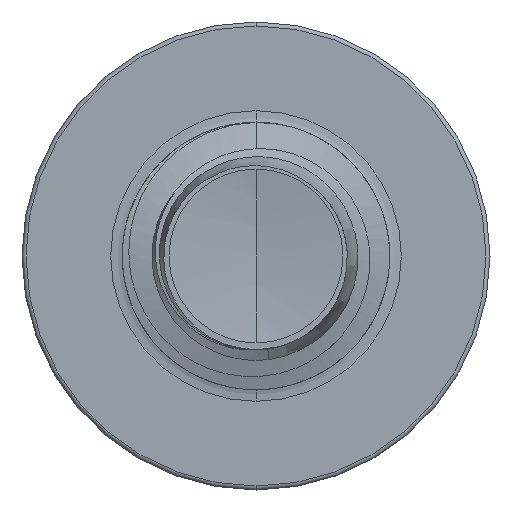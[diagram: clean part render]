
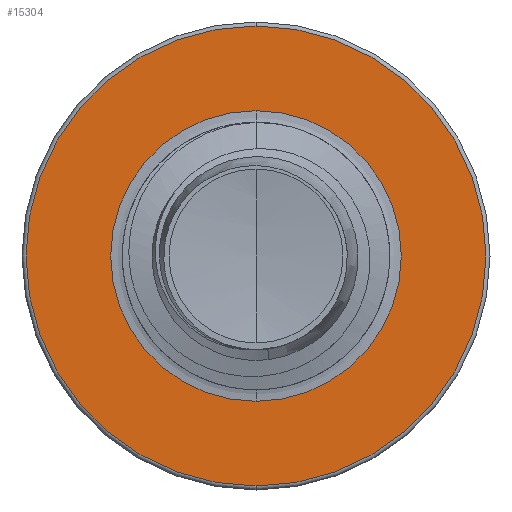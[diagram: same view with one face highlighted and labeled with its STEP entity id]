
A CAD part, front view. The second image highlights one B-rep face of the part: STEP entity #15304.
In plain terms, the highlighted planar face has unit normal (0, -1, 0).
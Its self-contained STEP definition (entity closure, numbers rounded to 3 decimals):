
#54 = CARTESIAN_POINT ( 'NONE',  ( 0., 6., 2.174 ) ) ;
#276 = ORIENTED_EDGE ( 'NONE', *, *, #13164, .F. ) ;
#731 = ORIENTED_EDGE ( 'NONE', *, *, #12592, .F. ) ;
#1049 = DIRECTION ( 'NONE',  ( 0., 0., 1. ) ) ;
#1052 = DIRECTION ( 'NONE',  ( 0., 1., 0. ) ) ;
#1069 = CARTESIAN_POINT ( 'NONE',  ( 0., 6., 0. ) ) ;
#1732 = VERTEX_POINT ( 'NONE', #12877 ) ;
#2422 = CARTESIAN_POINT ( 'NONE',  ( 0., 6., 0. ) ) ;
#2501 = CARTESIAN_POINT ( 'NONE',  ( 0., 6., 3.44 ) ) ;
#2552 = CIRCLE ( 'NONE', #4333, 3.44 ) ;
#2640 = ORIENTED_EDGE ( 'NONE', *, *, #15270, .T. ) ;
#3379 = DIRECTION ( 'NONE',  ( 0., 1., 0. ) ) ;
#3410 = FACE_OUTER_BOUND ( 'NONE', #4699, .T. ) ;
#3849 = DIRECTION ( 'NONE',  ( 0., 0., 1. ) ) ;
#4277 = FACE_BOUND ( 'NONE', #11765, .T. ) ;
#4333 = AXIS2_PLACEMENT_3D ( 'NONE', #2422, #11508, #3849 ) ;
#4699 = EDGE_LOOP ( 'NONE', ( #276, #731 ) ) ;
#6044 = CARTESIAN_POINT ( 'NONE',  ( 0., 6., 0. ) ) ;
#6257 = VERTEX_POINT ( 'NONE', #11800 ) ;
#6494 = ORIENTED_EDGE ( 'NONE', *, *, #10499, .T. ) ;
#7198 = DIRECTION ( 'NONE',  ( 0., 1., 0. ) ) ;
#7215 = AXIS2_PLACEMENT_3D ( 'NONE', #6044, #13874, #7337 ) ;
#7337 = DIRECTION ( 'NONE',  ( 0., 0., 1. ) ) ;
#7783 = CIRCLE ( 'NONE', #9048, 3.44 ) ;
#7996 = CIRCLE ( 'NONE', #13780, 2.174 ) ;
#8842 = VERTEX_POINT ( 'NONE', #2501 ) ;
#9048 = AXIS2_PLACEMENT_3D ( 'NONE', #13803, #7198, #14813 ) ;
#9759 = AXIS2_PLACEMENT_3D ( 'NONE', #14946, #3379, #12279 ) ;
#10357 = CIRCLE ( 'NONE', #7215, 2.174 ) ;
#10499 = EDGE_CURVE ( 'NONE', #1732, #10786, #7996, .T. ) ;
#10786 = VERTEX_POINT ( 'NONE', #54 ) ;
#11163 = PLANE ( 'NONE',  #9759 ) ;
#11508 = DIRECTION ( 'NONE',  ( 0., 1., 0. ) ) ;
#11765 = EDGE_LOOP ( 'NONE', ( #2640, #6494 ) ) ;
#11800 = CARTESIAN_POINT ( 'NONE',  ( 0., 6., -3.44 ) ) ;
#12279 = DIRECTION ( 'NONE',  ( 0., 0., 1. ) ) ;
#12592 = EDGE_CURVE ( 'NONE', #6257, #8842, #7783, .T. ) ;
#12877 = CARTESIAN_POINT ( 'NONE',  ( 0., 6., -2.174 ) ) ;
#13164 = EDGE_CURVE ( 'NONE', #8842, #6257, #2552, .T. ) ;
#13780 = AXIS2_PLACEMENT_3D ( 'NONE', #1069, #1052, #1049 ) ;
#13803 = CARTESIAN_POINT ( 'NONE',  ( 0., 6., 0. ) ) ;
#13874 = DIRECTION ( 'NONE',  ( 0., 1., 0. ) ) ;
#14813 = DIRECTION ( 'NONE',  ( 0., 0., 1. ) ) ;
#14946 = CARTESIAN_POINT ( 'NONE',  ( 0., 6., -2.174 ) ) ;
#15270 = EDGE_CURVE ( 'NONE', #10786, #1732, #10357, .T. ) ;
#15304 = ADVANCED_FACE ( 'NONE', ( #3410, #4277 ), #11163, .F. ) ;
